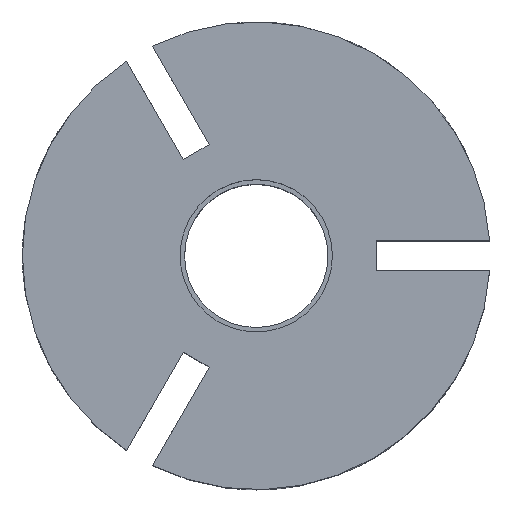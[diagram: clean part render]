
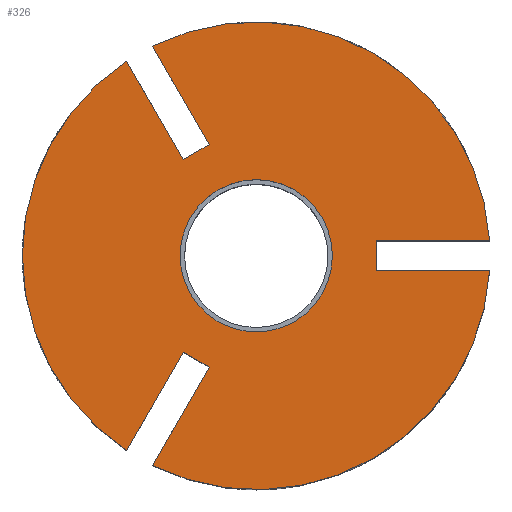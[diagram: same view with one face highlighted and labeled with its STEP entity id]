
A CAD part, top view. The second image highlights one B-rep face of the part: STEP entity #326.
In plain terms, the highlighted planar face has unit normal (0, 0, 1).
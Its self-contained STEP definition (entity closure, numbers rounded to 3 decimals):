
#57=CARTESIAN_POINT('Axis2P3D Location',(0.,0.,36.35)) ;
#61=CARTESIAN_POINT('Vertex',(-12.7,0.,36.35)) ;
#63=CARTESIAN_POINT('Vertex',(12.7,0.,36.35)) ;
#92=CARTESIAN_POINT('Axis2P3D Location',(0.,0.,36.35)) ;
#189=CARTESIAN_POINT('Vertex',(20.,2.5,36.35)) ;
#194=CARTESIAN_POINT('Line Origine',(20.,0.,36.35)) ;
#198=CARTESIAN_POINT('Vertex',(20.,-2.5,36.35)) ;
#220=CARTESIAN_POINT('Axis2P3D Location',(0.,0.,36.35)) ;
#225=CARTESIAN_POINT('Axis2P3D Location',(0.,0.,36.35)) ;
#229=CARTESIAN_POINT('Vertex',(-21.625,32.456,36.35)) ;
#231=CARTESIAN_POINT('Vertex',(-39.,0.,36.35)) ;
#234=CARTESIAN_POINT('Axis2P3D Location',(0.,0.,36.35)) ;
#238=CARTESIAN_POINT('Vertex',(-21.625,-32.456,36.35)) ;
#241=CARTESIAN_POINT('Line Origine',(-16.895,-24.263,36.35)) ;
#245=CARTESIAN_POINT('Vertex',(-12.165,-16.071,36.35)) ;
#248=CARTESIAN_POINT('Line Origine',(-10.,-17.321,36.35)) ;
#252=CARTESIAN_POINT('Vertex',(-7.835,-18.571,36.35)) ;
#255=CARTESIAN_POINT('Line Origine',(-12.565,-26.763,36.35)) ;
#259=CARTESIAN_POINT('Vertex',(-17.295,-34.956,36.35)) ;
#262=CARTESIAN_POINT('Axis2P3D Location',(0.,0.,36.35)) ;
#266=CARTESIAN_POINT('Vertex',(38.92,-2.5,36.35)) ;
#269=CARTESIAN_POINT('Line Origine',(29.46,-2.5,36.35)) ;
#274=CARTESIAN_POINT('Line Origine',(29.46,2.5,36.35)) ;
#278=CARTESIAN_POINT('Vertex',(38.92,2.5,36.35)) ;
#281=CARTESIAN_POINT('Axis2P3D Location',(0.,0.,36.35)) ;
#285=CARTESIAN_POINT('Vertex',(-17.295,34.956,36.35)) ;
#288=CARTESIAN_POINT('Line Origine',(-12.565,26.763,36.35)) ;
#292=CARTESIAN_POINT('Vertex',(-7.835,18.571,36.35)) ;
#295=CARTESIAN_POINT('Line Origine',(-10.,17.321,36.35)) ;
#299=CARTESIAN_POINT('Vertex',(-12.165,16.071,36.35)) ;
#302=CARTESIAN_POINT('Line Origine',(-16.895,24.263,36.35)) ;
#58=DIRECTION('Axis2P3D Direction',(0.,0.,1.)) ;
#93=DIRECTION('Axis2P3D Direction',(0.,0.,1.)) ;
#195=DIRECTION('Vector Direction',(0.,-1.,0.)) ;
#221=DIRECTION('Axis2P3D Direction',(0.,0.,1.)) ;
#222=DIRECTION('Axis2P3D XDirection',(1.,0.,0.)) ;
#226=DIRECTION('Axis2P3D Direction',(0.,0.,1.)) ;
#235=DIRECTION('Axis2P3D Direction',(0.,0.,1.)) ;
#242=DIRECTION('Vector Direction',(-0.5,-0.866,0.)) ;
#249=DIRECTION('Vector Direction',(-0.866,0.5,0.)) ;
#256=DIRECTION('Vector Direction',(0.5,0.866,0.)) ;
#263=DIRECTION('Axis2P3D Direction',(0.,0.,1.)) ;
#270=DIRECTION('Vector Direction',(1.,0.,0.)) ;
#275=DIRECTION('Vector Direction',(-1.,0.,0.)) ;
#282=DIRECTION('Axis2P3D Direction',(0.,0.,1.)) ;
#289=DIRECTION('Vector Direction',(-0.5,0.866,0.)) ;
#296=DIRECTION('Vector Direction',(0.866,0.5,0.)) ;
#303=DIRECTION('Vector Direction',(0.5,-0.866,0.)) ;
#59=AXIS2_PLACEMENT_3D('Circle Axis2P3D',#57,#58,$) ;
#94=AXIS2_PLACEMENT_3D('Circle Axis2P3D',#92,#93,$) ;
#223=AXIS2_PLACEMENT_3D('Plane Axis2P3D',#220,#221,#222) ;
#227=AXIS2_PLACEMENT_3D('Circle Axis2P3D',#225,#226,$) ;
#236=AXIS2_PLACEMENT_3D('Circle Axis2P3D',#234,#235,$) ;
#264=AXIS2_PLACEMENT_3D('Circle Axis2P3D',#262,#263,$) ;
#283=AXIS2_PLACEMENT_3D('Circle Axis2P3D',#281,#282,$) ;
#308=ORIENTED_EDGE('',*,*,#233,.T.) ;
#309=ORIENTED_EDGE('',*,*,#240,.T.) ;
#310=ORIENTED_EDGE('',*,*,#247,.F.) ;
#311=ORIENTED_EDGE('',*,*,#254,.F.) ;
#312=ORIENTED_EDGE('',*,*,#261,.F.) ;
#313=ORIENTED_EDGE('',*,*,#268,.T.) ;
#314=ORIENTED_EDGE('',*,*,#273,.F.) ;
#315=ORIENTED_EDGE('',*,*,#200,.F.) ;
#316=ORIENTED_EDGE('',*,*,#280,.F.) ;
#317=ORIENTED_EDGE('',*,*,#287,.T.) ;
#318=ORIENTED_EDGE('',*,*,#294,.F.) ;
#319=ORIENTED_EDGE('',*,*,#301,.F.) ;
#320=ORIENTED_EDGE('',*,*,#306,.F.) ;
#323=ORIENTED_EDGE('',*,*,#65,.F.) ;
#324=ORIENTED_EDGE('',*,*,#96,.F.) ;
#325=FACE_BOUND('',#322,.T.) ;
#196=VECTOR('Line Direction',#195,1.) ;
#243=VECTOR('Line Direction',#242,1.) ;
#250=VECTOR('Line Direction',#249,1.) ;
#257=VECTOR('Line Direction',#256,1.) ;
#271=VECTOR('Line Direction',#270,1.) ;
#276=VECTOR('Line Direction',#275,1.) ;
#290=VECTOR('Line Direction',#289,1.) ;
#297=VECTOR('Line Direction',#296,1.) ;
#304=VECTOR('Line Direction',#303,1.) ;
#326=ADVANCED_FACE('Corps principal',(#321,#325),#224,.T.) ;
#60=CIRCLE('generated circle',#59,12.7) ;
#95=CIRCLE('generated circle',#94,12.7) ;
#228=CIRCLE('generated circle',#227,39.) ;
#237=CIRCLE('generated circle',#236,39.) ;
#265=CIRCLE('generated circle',#264,39.) ;
#284=CIRCLE('generated circle',#283,39.) ;
#65=EDGE_CURVE('',#62,#64,#60,.T.) ;
#96=EDGE_CURVE('',#64,#62,#95,.T.) ;
#200=EDGE_CURVE('',#190,#199,#197,.T.) ;
#233=EDGE_CURVE('',#230,#232,#228,.T.) ;
#240=EDGE_CURVE('',#232,#239,#237,.T.) ;
#247=EDGE_CURVE('',#246,#239,#244,.T.) ;
#254=EDGE_CURVE('',#253,#246,#251,.T.) ;
#261=EDGE_CURVE('',#260,#253,#258,.T.) ;
#268=EDGE_CURVE('',#260,#267,#265,.T.) ;
#273=EDGE_CURVE('',#199,#267,#272,.T.) ;
#280=EDGE_CURVE('',#279,#190,#277,.T.) ;
#287=EDGE_CURVE('',#279,#286,#284,.T.) ;
#294=EDGE_CURVE('',#293,#286,#291,.T.) ;
#301=EDGE_CURVE('',#300,#293,#298,.T.) ;
#306=EDGE_CURVE('',#230,#300,#305,.T.) ;
#307=EDGE_LOOP('',(#308,#309,#310,#311,#312,#313,#314,#315,#316,#317,#318,#319,#320)) ;
#322=EDGE_LOOP('',(#323,#324)) ;
#321=FACE_OUTER_BOUND('',#307,.T.) ;
#197=LINE('Line',#194,#196) ;
#244=LINE('Line',#241,#243) ;
#251=LINE('Line',#248,#250) ;
#258=LINE('Line',#255,#257) ;
#272=LINE('Line',#269,#271) ;
#277=LINE('Line',#274,#276) ;
#291=LINE('Line',#288,#290) ;
#298=LINE('Line',#295,#297) ;
#305=LINE('Line',#302,#304) ;
#224=PLANE('Plane',#223) ;
#62=VERTEX_POINT('',#61) ;
#64=VERTEX_POINT('',#63) ;
#190=VERTEX_POINT('',#189) ;
#199=VERTEX_POINT('',#198) ;
#230=VERTEX_POINT('',#229) ;
#232=VERTEX_POINT('',#231) ;
#239=VERTEX_POINT('',#238) ;
#246=VERTEX_POINT('',#245) ;
#253=VERTEX_POINT('',#252) ;
#260=VERTEX_POINT('',#259) ;
#267=VERTEX_POINT('',#266) ;
#279=VERTEX_POINT('',#278) ;
#286=VERTEX_POINT('',#285) ;
#293=VERTEX_POINT('',#292) ;
#300=VERTEX_POINT('',#299) ;
